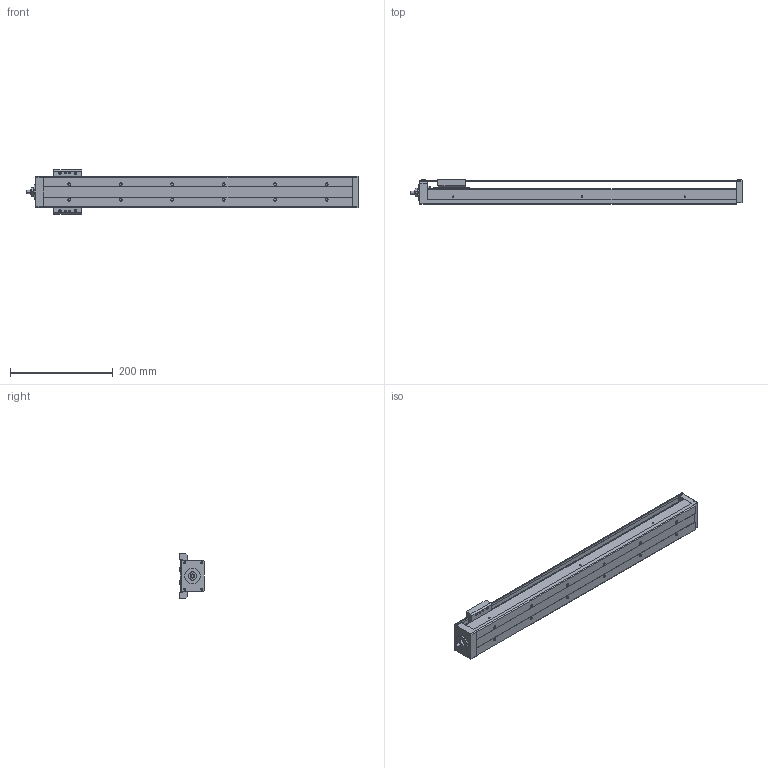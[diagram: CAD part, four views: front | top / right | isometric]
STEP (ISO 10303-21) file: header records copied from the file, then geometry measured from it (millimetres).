
FILE_DESCRIPTION( ( '' ), '1' );
FILE_NAME( 'kr33_06a___600l0___103___0_0__2_03.stp', '2011-02-22T06:41:00', ( '' ), ( '' ), ' ', ' ', ' ' );
FILE_SCHEMA( ( 'CONFIG_CONTROL_DESIGN' ) );
Length unit declared in the file: millimetre
Products named in the file (4): 1; 2; 3; 4
Bounding box: 645 x 48.2 x 86 mm (x, y, z)
Volume: 794999.4 mm3; surface area: 285625 mm2
Topology: 4 solids, 5 shells, 628 faces, 1592 edges, 980 vertices
Faces by surface type: plane 265, cylinder 211, cone 138, torus 12, sphere 2
Entity records: 19176 total; most frequent: CARTESIAN_POINT 3739, DIRECTION 3301, ORIENTED_EDGE 3080, EDGE_CURVE 1540, AXIS2_PLACEMENT_3D 1171, VERTEX_POINT 980, LINE 959, VECTOR 959
